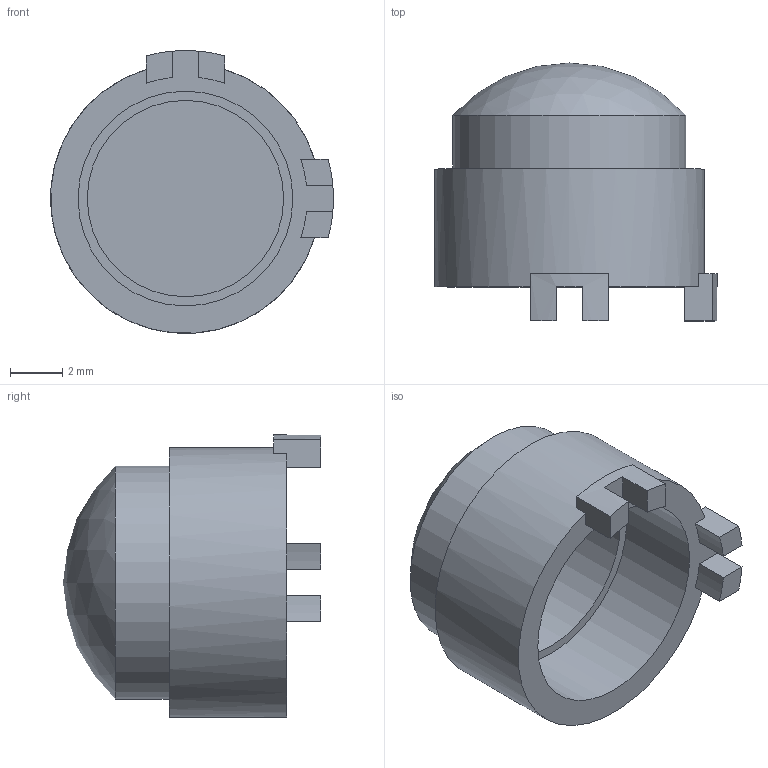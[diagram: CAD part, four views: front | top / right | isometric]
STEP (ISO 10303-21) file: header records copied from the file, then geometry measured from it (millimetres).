
FILE_DESCRIPTION(/* description */ (''),/* implementation_level */ '2;1');
FILE_NAME(/* name */ 'Fresnel lens IML-0688 v1.step',/* time_stamp */ '2022-02-15T10:05:28+01:00',/* author */ (''),/* organization */ (''),/* preprocessor_version */ 'ST-DEVELOPER v18.1',/* originating_system */ 'Autodesk Translation Framework v10.13.0.1454',/* authorisation */ '');
FILE_SCHEMA (('AUTOMOTIVE_DESIGN { 1 0 10303 214 3 1 1 }'));
Length unit declared in the file: millimetre
Products named in the file (1): Fresnel lens IML-0688
Bounding box: 10.8 x 9.85 x 10.8 mm (x, y, z)
Volume: 246 mm3; surface area: 578.2 mm2
Topology: 1 solids, 1 shells, 29 faces, 72 edges, 48 vertices
Faces by surface type: plane 18, cylinder 10, sphere 1
Full cylindrical faces by diameter (mm): 7.5 x1, 8.2 x1, 8.9 x1, 10.3 x1
Entity records: 914 total; most frequent: DIRECTION 160, CARTESIAN_POINT 150, ORIENTED_EDGE 144, EDGE_CURVE 72, AXIS2_PLACEMENT_3D 58, VERTEX_POINT 48, LINE 44, VECTOR 44
